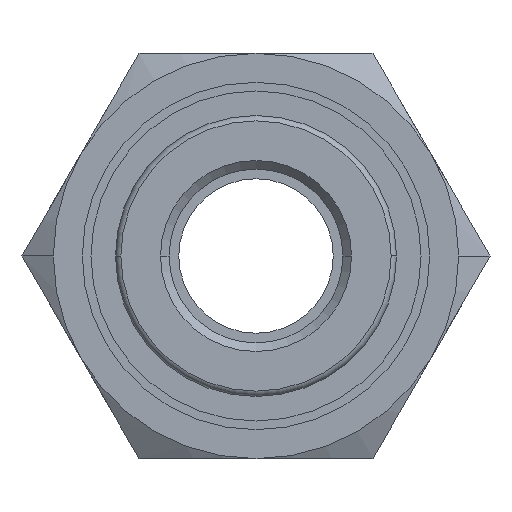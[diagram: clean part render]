
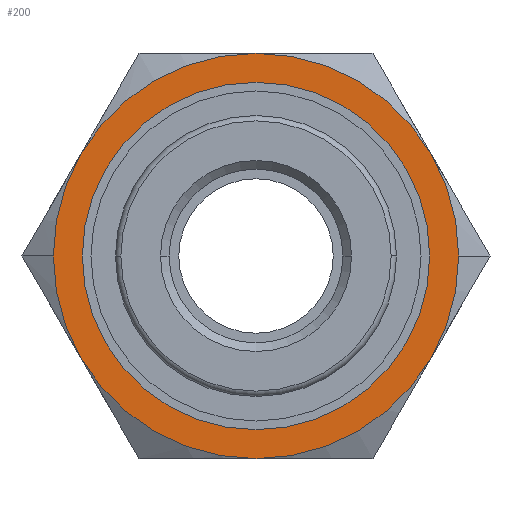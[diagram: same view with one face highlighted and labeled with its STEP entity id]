
A CAD part, front view. The second image highlights one B-rep face of the part: STEP entity #200.
In plain terms, the highlighted planar face has unit normal (0, -1, 0).
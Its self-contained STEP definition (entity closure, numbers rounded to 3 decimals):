
#200=ADVANCED_FACE('',(#407,#408),#409,.T.);
#407=FACE_BOUND('',#610,.T.);
#408=FACE_OUTER_BOUND('',#611,.T.);
#409=PLANE('',#612);
#610=EDGE_LOOP('',(#1085,#1086));
#611=EDGE_LOOP('',(#1087,#1088,#1089,#1090,#1091,#1092,#1093,#1094));
#612=AXIS2_PLACEMENT_3D('',#1095,#1096,#1097);
#1085=ORIENTED_EDGE('',*,*,#1282,.T.);
#1086=ORIENTED_EDGE('',*,*,#1313,.T.);
#1087=ORIENTED_EDGE('',*,*,#1217,.T.);
#1088=ORIENTED_EDGE('',*,*,#1193,.T.);
#1089=ORIENTED_EDGE('',*,*,#1149,.T.);
#1090=ORIENTED_EDGE('',*,*,#1292,.T.);
#1091=ORIENTED_EDGE('',*,*,#1207,.T.);
#1092=ORIENTED_EDGE('',*,*,#1306,.T.);
#1093=ORIENTED_EDGE('',*,*,#1314,.T.);
#1094=ORIENTED_EDGE('',*,*,#1287,.T.);
#1095=CARTESIAN_POINT('',(-5.25,30.0,0.0));
#1096=DIRECTION('',(0.,-1.0,0.0));
#1097=DIRECTION('',(-1.0,0.,0.0));
#1149=EDGE_CURVE('',#1352,#1344,#1354,.T.);
#1193=EDGE_CURVE('',#1424,#1352,#1426,.T.);
#1207=EDGE_CURVE('',#1448,#1445,#1449,.T.);
#1217=EDGE_CURVE('',#1461,#1424,#1462,.T.);
#1282=EDGE_CURVE('',#1542,#1540,#1543,.T.);
#1287=EDGE_CURVE('',#1546,#1461,#1550,.T.);
#1292=EDGE_CURVE('',#1344,#1448,#1555,.T.);
#1306=EDGE_CURVE('',#1445,#1563,#1572,.T.);
#1313=EDGE_CURVE('',#1540,#1542,#1579,.T.);
#1314=EDGE_CURVE('',#1563,#1546,#1580,.T.);
#1344=VERTEX_POINT('',#1624);
#1352=VERTEX_POINT('',#1666);
#1354=CIRCLE('',#1679,10.5);
#1424=VERTEX_POINT('',#1789);
#1426=CIRCLE('',#1792,10.5);
#1445=VERTEX_POINT('',#1815);
#1448=VERTEX_POINT('',#1819);
#1449=CIRCLE('',#1820,10.5);
#1461=VERTEX_POINT('',#1845);
#1462=CIRCLE('',#1846,10.5);
#1540=VERTEX_POINT('',#2012);
#1542=VERTEX_POINT('',#2015);
#1543=CIRCLE('',#2016,8.0);
#1546=VERTEX_POINT('',#2020);
#1550=CIRCLE('',#2046,10.5);
#1555=CIRCLE('',#2063,10.5);
#1563=VERTEX_POINT('',#2083);
#1572=CIRCLE('',#2127,10.5);
#1579=CIRCLE('',#2134,8.0);
#1580=CIRCLE('',#2135,10.5);
#1624=CARTESIAN_POINT('',(0.,30.0,-10.5));
#1666=CARTESIAN_POINT('',(-9.093,30.0,-5.25));
#1679=AXIS2_PLACEMENT_3D('',#2174,#2175,#2176);
#1789=CARTESIAN_POINT('',(-10.5,30.0,0.));
#1792=AXIS2_PLACEMENT_3D('',#2251,#2252,#2253);
#1815=CARTESIAN_POINT('',(10.5,30.0,0.));
#1819=CARTESIAN_POINT('',(9.093,30.0,-5.25));
#1820=AXIS2_PLACEMENT_3D('',#2271,#2272,#2273);
#1845=CARTESIAN_POINT('',(-9.093,30.0,5.25));
#1846=AXIS2_PLACEMENT_3D('',#2285,#2286,#2287);
#2012=CARTESIAN_POINT('',(8.0,30.0,0.));
#2015=CARTESIAN_POINT('',(-8.0,30.0,0.));
#2016=AXIS2_PLACEMENT_3D('',#2366,#2367,#2368);
#2020=CARTESIAN_POINT('',(0.,30.0,10.5));
#2046=AXIS2_PLACEMENT_3D('',#2370,#2371,#2372);
#2063=AXIS2_PLACEMENT_3D('',#2374,#2375,#2376);
#2083=CARTESIAN_POINT('',(9.093,30.0,5.25));
#2127=AXIS2_PLACEMENT_3D('',#2380,#2381,#2382);
#2134=AXIS2_PLACEMENT_3D('',#2386,#2387,#2388);
#2135=AXIS2_PLACEMENT_3D('',#2389,#2390,#2391);
#2174=CARTESIAN_POINT('',(0.,30.0,0.0));
#2175=DIRECTION('',(0.,-1.0,0.0));
#2176=DIRECTION('',(-1.0,0.,0.0));
#2251=CARTESIAN_POINT('',(0.,30.0,0.0));
#2252=DIRECTION('',(0.,-1.0,0.0));
#2253=DIRECTION('',(-1.0,0.,0.0));
#2271=CARTESIAN_POINT('',(0.,30.0,0.0));
#2272=DIRECTION('',(0.,-1.0,0.0));
#2273=DIRECTION('',(-1.0,0.,0.0));
#2285=CARTESIAN_POINT('',(0.,30.0,0.0));
#2286=DIRECTION('',(0.,-1.0,0.0));
#2287=DIRECTION('',(-1.0,0.,0.0));
#2366=CARTESIAN_POINT('',(0.0,30.0,0.0));
#2367=DIRECTION('',(0.,1.0,0.0));
#2368=DIRECTION('',(1.0,0.,0.0));
#2370=CARTESIAN_POINT('',(0.,30.0,0.0));
#2371=DIRECTION('',(0.,-1.0,0.0));
#2372=DIRECTION('',(-1.0,0.,0.0));
#2374=CARTESIAN_POINT('',(0.,30.0,0.0));
#2375=DIRECTION('',(0.,-1.0,0.0));
#2376=DIRECTION('',(-1.0,0.,0.0));
#2380=CARTESIAN_POINT('',(0.,30.0,0.0));
#2381=DIRECTION('',(0.,-1.0,0.0));
#2382=DIRECTION('',(-1.0,0.,0.0));
#2386=CARTESIAN_POINT('',(0.0,30.0,0.0));
#2387=DIRECTION('',(0.,1.0,0.0));
#2388=DIRECTION('',(1.0,0.,0.0));
#2389=CARTESIAN_POINT('',(0.,30.0,0.0));
#2390=DIRECTION('',(0.,-1.0,0.0));
#2391=DIRECTION('',(-1.0,0.,0.0));
